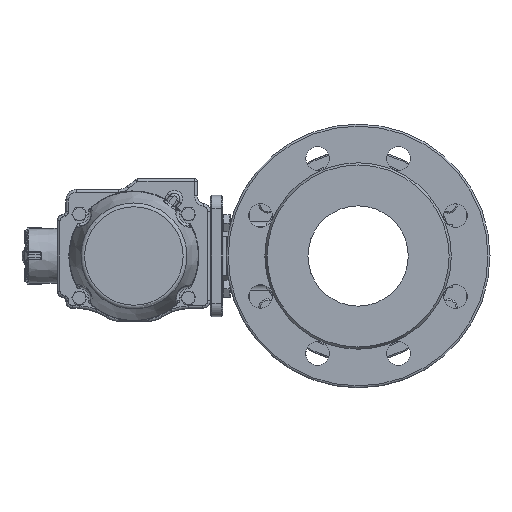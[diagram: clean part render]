
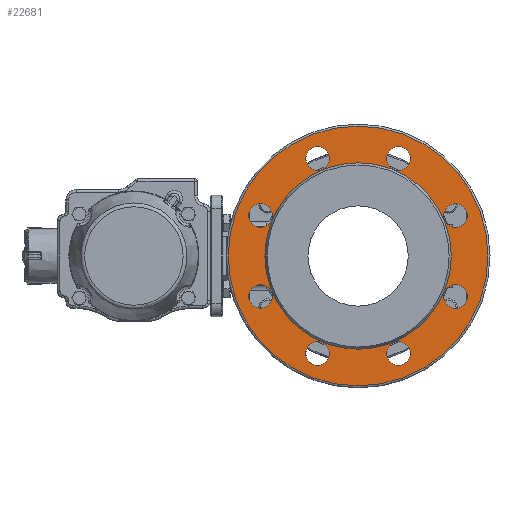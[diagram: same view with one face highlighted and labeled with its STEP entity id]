
A CAD part, left-side view. The second image highlights one B-rep face of the part: STEP entity #22681.
In plain terms, the highlighted planar face has unit normal (-1, 0, 0).
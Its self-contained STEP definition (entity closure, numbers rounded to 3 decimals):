
#1198=CIRCLE('',#24618,9.);
#1199=CIRCLE('',#24619,9.);
#1200=CIRCLE('',#24620,9.);
#1201=CIRCLE('',#24621,9.);
#1202=CIRCLE('',#24622,9.);
#1203=CIRCLE('',#24623,9.);
#1204=CIRCLE('',#24624,9.);
#1205=CIRCLE('',#24625,9.);
#1206=CIRCLE('',#24626,70.677);
#1207=CIRCLE('',#24627,98.444);
#1208=CIRCLE('',#24628,98.444);
#7077=ORIENTED_EDGE('',*,*,#12918,.T.);
#7078=ORIENTED_EDGE('',*,*,#12919,.T.);
#7079=ORIENTED_EDGE('',*,*,#12920,.T.);
#7080=ORIENTED_EDGE('',*,*,#12921,.T.);
#7081=ORIENTED_EDGE('',*,*,#12922,.T.);
#7082=ORIENTED_EDGE('',*,*,#12923,.T.);
#7083=ORIENTED_EDGE('',*,*,#12924,.T.);
#7084=ORIENTED_EDGE('',*,*,#12925,.T.);
#7085=ORIENTED_EDGE('',*,*,#12926,.T.);
#7086=ORIENTED_EDGE('',*,*,#12927,.T.);
#7087=ORIENTED_EDGE('',*,*,#12928,.T.);
#12918=EDGE_CURVE('',#15930,#15930,#1198,.T.);
#12919=EDGE_CURVE('',#15931,#15931,#1199,.T.);
#12920=EDGE_CURVE('',#15932,#15932,#1200,.T.);
#12921=EDGE_CURVE('',#15933,#15933,#1201,.T.);
#12922=EDGE_CURVE('',#15934,#15934,#1202,.T.);
#12923=EDGE_CURVE('',#15935,#15935,#1203,.T.);
#12924=EDGE_CURVE('',#15936,#15936,#1204,.T.);
#12925=EDGE_CURVE('',#15937,#15937,#1205,.T.);
#12926=EDGE_CURVE('',#15938,#15938,#1206,.T.);
#12927=EDGE_CURVE('',#15939,#15940,#1207,.T.);
#12928=EDGE_CURVE('',#15940,#15939,#1208,.T.);
#15930=VERTEX_POINT('',#39766);
#15931=VERTEX_POINT('',#39768);
#15932=VERTEX_POINT('',#39770);
#15933=VERTEX_POINT('',#39772);
#15934=VERTEX_POINT('',#39774);
#15935=VERTEX_POINT('',#39776);
#15936=VERTEX_POINT('',#39778);
#15937=VERTEX_POINT('',#39780);
#15938=VERTEX_POINT('',#39782);
#15939=VERTEX_POINT('',#39784);
#15940=VERTEX_POINT('',#39785);
#18449=EDGE_LOOP('',(#7077));
#18450=EDGE_LOOP('',(#7078));
#18451=EDGE_LOOP('',(#7079));
#18452=EDGE_LOOP('',(#7080));
#18453=EDGE_LOOP('',(#7081));
#18454=EDGE_LOOP('',(#7082));
#18455=EDGE_LOOP('',(#7083));
#18456=EDGE_LOOP('',(#7084));
#18457=EDGE_LOOP('',(#7085));
#18458=EDGE_LOOP('',(#7086,#7087));
#20288=FACE_BOUND('',#18449,.T.);
#20289=FACE_BOUND('',#18450,.T.);
#20290=FACE_BOUND('',#18451,.T.);
#20291=FACE_BOUND('',#18452,.T.);
#20292=FACE_BOUND('',#18453,.T.);
#20293=FACE_BOUND('',#18454,.T.);
#20294=FACE_BOUND('',#18455,.T.);
#20295=FACE_BOUND('',#18456,.T.);
#20296=FACE_BOUND('',#18457,.T.);
#20297=FACE_BOUND('',#18458,.T.);
#21929=PLANE('',#24617);
#22681=ADVANCED_FACE('',(#20288,#20289,#20290,#20291,#20292,#20293,#20294,
#20295,#20296,#20297),#21929,.T.);
#24617=AXIS2_PLACEMENT_3D('',#39764,#28126,#28127);
#24618=AXIS2_PLACEMENT_3D('',#39765,#28128,#28129);
#24619=AXIS2_PLACEMENT_3D('',#39767,#28130,#28131);
#24620=AXIS2_PLACEMENT_3D('',#39769,#28132,#28133);
#24621=AXIS2_PLACEMENT_3D('',#39771,#28134,#28135);
#24622=AXIS2_PLACEMENT_3D('',#39773,#28136,#28137);
#24623=AXIS2_PLACEMENT_3D('',#39775,#28138,#28139);
#24624=AXIS2_PLACEMENT_3D('',#39777,#28140,#28141);
#24625=AXIS2_PLACEMENT_3D('',#39779,#28142,#28143);
#24626=AXIS2_PLACEMENT_3D('',#39781,#28144,#28145);
#24627=AXIS2_PLACEMENT_3D('',#39783,#28146,#28147);
#24628=AXIS2_PLACEMENT_3D('',#39786,#28148,#28149);
#28126=DIRECTION('',(-1.,0.,0.));
#28127=DIRECTION('',(0.,-1.,0.));
#28128=DIRECTION('',(1.,0.,0.));
#28129=DIRECTION('',(0.,-1.,0.));
#28130=DIRECTION('',(1.,0.,0.));
#28131=DIRECTION('',(0.,-1.,0.));
#28132=DIRECTION('',(1.,0.,0.));
#28133=DIRECTION('',(0.,-1.,0.));
#28134=DIRECTION('',(1.,0.,0.));
#28135=DIRECTION('',(0.,-1.,0.));
#28136=DIRECTION('',(1.,0.,0.));
#28137=DIRECTION('',(0.,-1.,0.));
#28138=DIRECTION('',(1.,0.,0.));
#28139=DIRECTION('',(0.,-1.,0.));
#28140=DIRECTION('',(1.,0.,0.));
#28141=DIRECTION('',(0.,-1.,0.));
#28142=DIRECTION('',(1.,0.,0.));
#28143=DIRECTION('',(0.,-1.,0.));
#28144=DIRECTION('',(1.,0.,0.));
#28145=DIRECTION('',(0.,1.,0.));
#28146=DIRECTION('',(-1.,0.,0.));
#28147=DIRECTION('',(0.,-1.,0.));
#28148=DIRECTION('',(-1.,0.,0.));
#28149=DIRECTION('',(0.,1.,0.));
#39764=CARTESIAN_POINT('',(-71.5,0.,0.));
#39765=CARTESIAN_POINT('',(-71.5,73.871,30.654));
#39766=CARTESIAN_POINT('',(-71.5,64.871,30.654));
#39767=CARTESIAN_POINT('',(-71.5,73.91,-30.558));
#39768=CARTESIAN_POINT('',(-71.5,64.91,-30.558));
#39769=CARTESIAN_POINT('',(-71.5,30.654,-73.871));
#39770=CARTESIAN_POINT('',(-71.5,21.654,-73.871));
#39771=CARTESIAN_POINT('',(-71.5,-30.558,-73.91));
#39772=CARTESIAN_POINT('',(-71.5,-39.558,-73.91));
#39773=CARTESIAN_POINT('',(-71.5,-73.871,-30.654));
#39774=CARTESIAN_POINT('',(-71.5,-82.871,-30.654));
#39775=CARTESIAN_POINT('',(-71.5,-73.91,30.558));
#39776=CARTESIAN_POINT('',(-71.5,-82.91,30.558));
#39777=CARTESIAN_POINT('',(-71.5,-30.654,73.871));
#39778=CARTESIAN_POINT('',(-71.5,-39.654,73.871));
#39779=CARTESIAN_POINT('',(-71.5,30.558,73.91));
#39780=CARTESIAN_POINT('',(-71.5,21.558,73.91));
#39781=CARTESIAN_POINT('',(-71.5,-0.056,0.));
#39782=CARTESIAN_POINT('',(-71.5,70.621,0.));
#39783=CARTESIAN_POINT('',(-71.5,-0.056,0.));
#39784=CARTESIAN_POINT('',(-71.5,-98.5,0.));
#39785=CARTESIAN_POINT('',(-71.5,98.387,0.));
#39786=CARTESIAN_POINT('',(-71.5,-0.056,0.));
